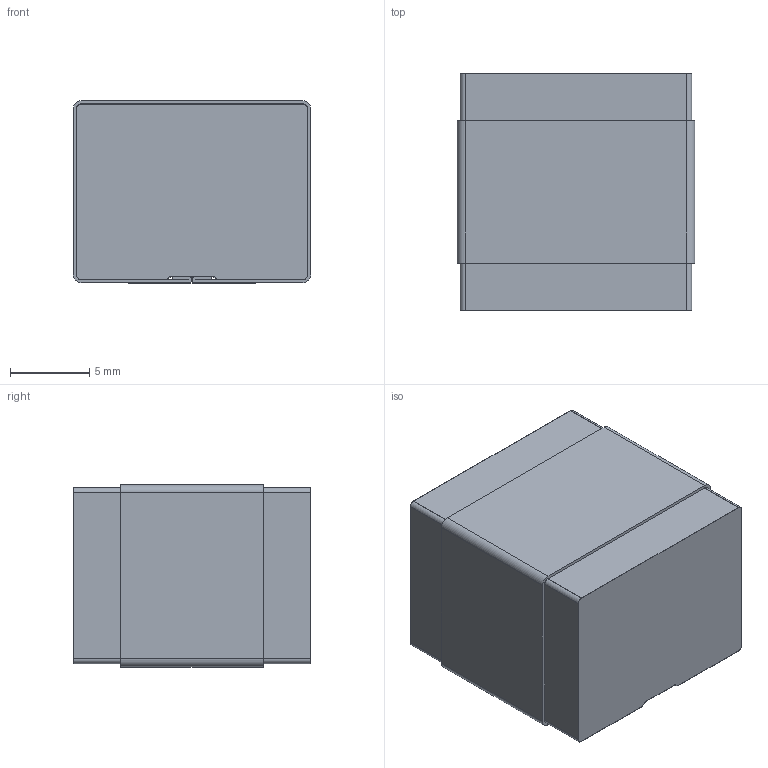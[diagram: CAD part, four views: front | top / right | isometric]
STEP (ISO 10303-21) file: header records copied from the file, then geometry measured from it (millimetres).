
FILE_DESCRIPTION( ( 'Unknown' ), '1' );
FILE_NAME( '407150015115.stp', 'Unknown', ( 'Unknown' ), ( 'Unknown' ), 'PSStep 21.0.46', 'Unknown', ' ' );
FILE_SCHEMA( ( 'AUTOMOTIVE_DESIGN { 1 0 10303 214 1 1 1 1 }' ) );
Length unit declared in the file: millimetre
Products named in the file (5): Assem1; Outer Cover; Tape; Adhesive; Core
Assembly tree (4 placements, depth 2):
  Assem1
    Outer Cover
    Tape
    Adhesive
    Core
Bounding box: 15 x 15 x 11.53 mm (x, y, z)
Volume: 2519.5 mm3; surface area: 3752.1 mm2
Topology: 4 solids, 4 shells, 88 faces, 240 edges, 160 vertices
Faces by surface type: plane 54, cylinder 34
Entity records: 3586 total; most frequent: DIRECTION 494, CARTESIAN_POINT 493, ORIENTED_EDGE 480, EDGE_CURVE 240, LINE 172, VECTOR 172, AXIS2_PLACEMENT_3D 161, VERTEX_POINT 160
